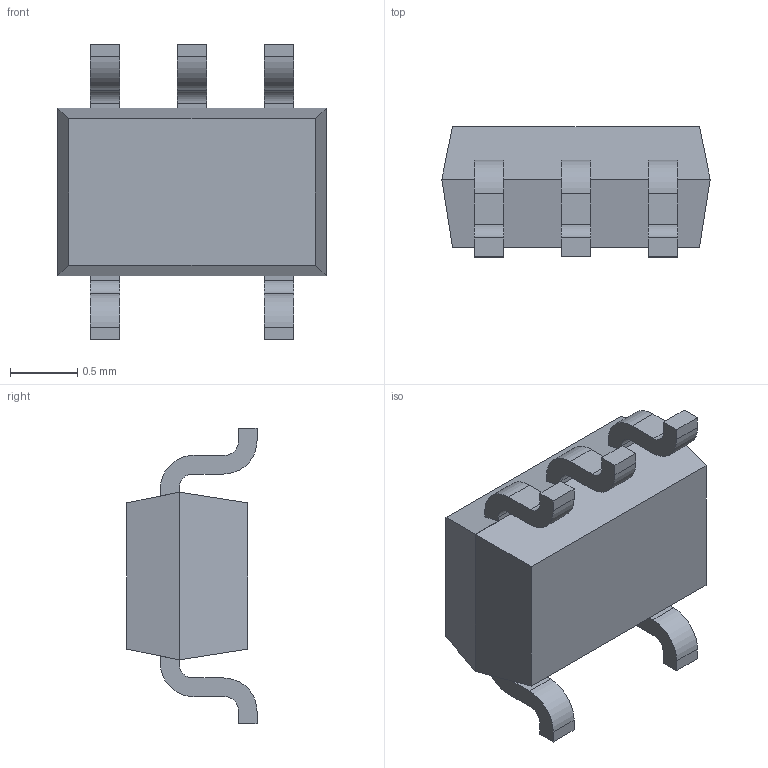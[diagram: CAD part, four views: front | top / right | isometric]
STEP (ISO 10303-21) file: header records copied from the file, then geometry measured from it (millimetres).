
FILE_DESCRIPTION (( 'STEP AP214' ), '1' );
FILE_NAME ('User Library-SC70-5.STEP', '2010-06-12T22:05:00', ( 'SysAdmin' ), ( 'SolidWorks' ), 'SwSTEP 2.0', 'SolidWorks 2010', '' );
FILE_SCHEMA (( 'AUTOMOTIVE_DESIGN' ));
Length unit declared in the file: millimetre
Products named in the file (8): User Library-SC70-5; User Library-SC70-5_5_1; User Library-SC70-5_3_1; User Library-SC70-5_4_1; User Library-SC70-5_6_1; User Library-SC70-5_7_1; User Library-SC70-5_1_1; User Library-SC70-5_2_1
Assembly tree (7 placements, depth 2):
  User Library-SC70-5
    User Library-SC70-5_1_1
    User Library-SC70-5_7_1
    User Library-SC70-5_5_1
    User Library-SC70-5_3_1
    User Library-SC70-5_2_1
    User Library-SC70-5_4_1
    User Library-SC70-5_6_1
Bounding box: 2 x 0.97 x 2.2 mm (x, y, z)
Volume: 2.2 mm3; surface area: 18.6 mm2
Topology: 7 solids, 7 shells, 105 faces, 270 edges, 180 vertices
Faces by surface type: plane 83, cylinder 22
Entity records: 4653 total; most frequent: CARTESIAN_POINT 565, DIRECTION 544, ORIENTED_EDGE 540, EDGE_CURVE 270, VECTOR 226, LINE 226, VERTEX_POINT 180, AXIS2_PLACEMENT_3D 159
